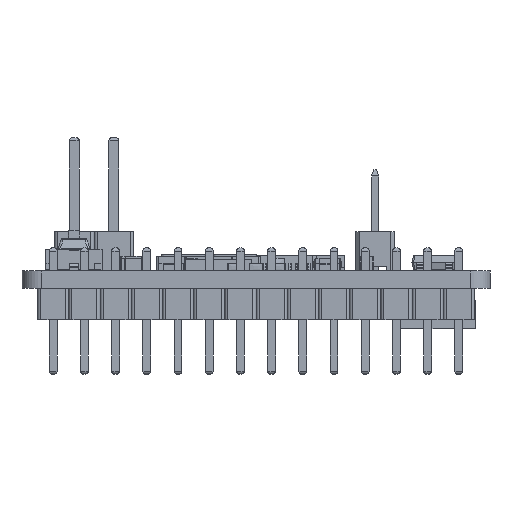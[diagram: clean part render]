
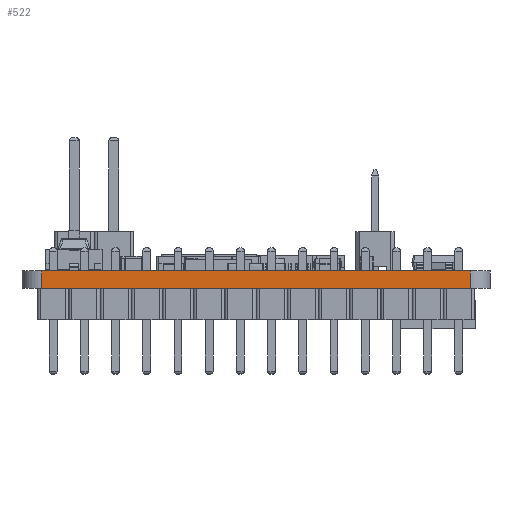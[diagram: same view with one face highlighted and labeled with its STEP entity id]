
A CAD part, left-side view. The second image highlights one B-rep face of the part: STEP entity #522.
In plain terms, the highlighted planar face has unit normal (-1, 0, 0).
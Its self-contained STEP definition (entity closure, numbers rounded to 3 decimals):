
#292 = EDGE_CURVE('',#293,#295,#297,.T.);
#293 = VERTEX_POINT('',#294);
#294 = CARTESIAN_POINT('',(0.,1.27,-1.123)
  );
#295 = VERTEX_POINT('',#296);
#296 = CARTESIAN_POINT('',(0.,1.27,0.));
#297 = LINE('',#298,#299);
#298 = CARTESIAN_POINT('',(0.,1.27,-1.123)
  );
#299 = VECTOR('',#300,1.);
#300 = DIRECTION('',(0.,0.,1.));
#495 = VERTEX_POINT('',#496);
#496 = CARTESIAN_POINT('',(0.,28.73,0.)
  );
#503 = EDGE_CURVE('',#504,#495,#506,.T.);
#504 = VERTEX_POINT('',#505);
#505 = CARTESIAN_POINT('',(0.,28.73,-1.123
    ));
#506 = LINE('',#507,#508);
#507 = CARTESIAN_POINT('',(0.,28.73,-1.123
    ));
#508 = VECTOR('',#509,1.);
#509 = DIRECTION('',(0.,0.,1.));
#522 = ADVANCED_FACE('',(#523),#539,.F.);
#523 = FACE_BOUND('',#524,.F.);
#524 = EDGE_LOOP('',(#525,#526,#532,#533));
#525 = ORIENTED_EDGE('',*,*,#503,.T.);
#526 = ORIENTED_EDGE('',*,*,#527,.T.);
#527 = EDGE_CURVE('',#495,#295,#528,.T.);
#528 = LINE('',#529,#530);
#529 = CARTESIAN_POINT('',(0.,28.73,0.));
#530 = VECTOR('',#531,1.);
#531 = DIRECTION('',(0.,-1.,0.));
#532 = ORIENTED_EDGE('',*,*,#292,.F.);
#533 = ORIENTED_EDGE('',*,*,#534,.F.);
#534 = EDGE_CURVE('',#504,#293,#535,.T.);
#535 = LINE('',#536,#537);
#536 = CARTESIAN_POINT('',(0.,28.73,-1.123));
#537 = VECTOR('',#538,1.);
#538 = DIRECTION('',(0.,-1.,0.));
#539 = PLANE('',#540);
#540 = AXIS2_PLACEMENT_3D('',#541,#542,#543);
#541 = CARTESIAN_POINT('',(0.,28.73,-1.123));
#542 = DIRECTION('',(1.,0.,0.));
#543 = DIRECTION('',(0.,-1.,0.));
